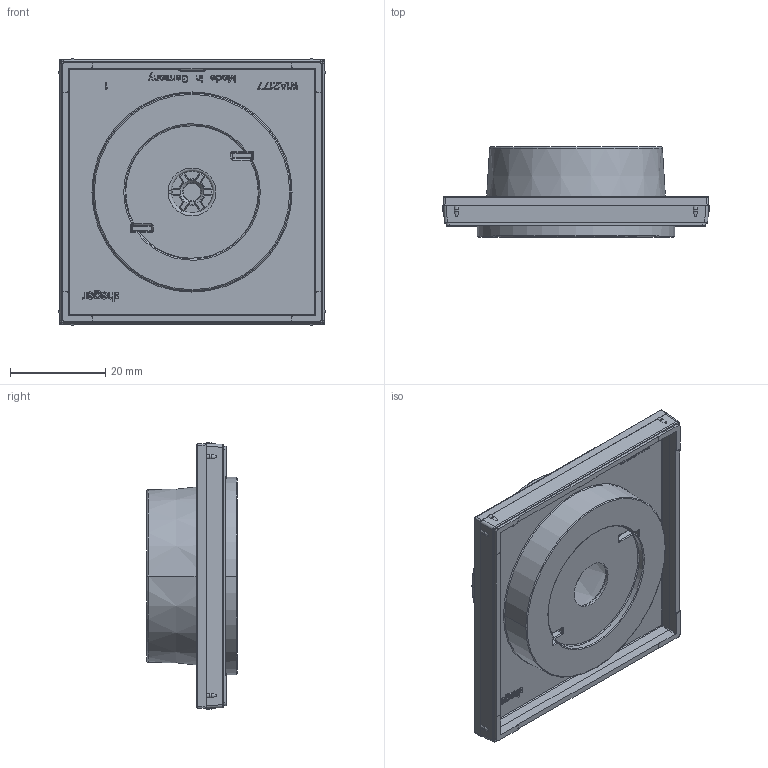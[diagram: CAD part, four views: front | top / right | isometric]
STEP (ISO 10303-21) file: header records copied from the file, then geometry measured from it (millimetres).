
FILE_DESCRIPTION((''),'2;1');
FILE_NAME('WAN7060WG_ASM','2025-04-11T11:40:07',('polia'),(''),'CREO PARAMETRIC BY PTC INC, 2023154','CREO PARAMETRIC BY PTC INC, 2023154','');
FILE_SCHEMA(('CONFIG_CONTROL_DESIGN','SHAPE_APPEARANCE_LAYERS_GROUPS'));
Products named in the file (5): W4G0015_18; W1A2447_80; W1A2177_80; 9003764000; WAN7060WG_ASM
Assembly tree (4 placements, depth 2):
  WAN7060WG_ASM
    W4G0015_18
    W1A2447_80
    W1A2177_80
    9003764000
Bounding box: 55.9 x 18.9 x 55.9 mm (x, y, z)
Volume: 12495.4 mm3; surface area: 15423.4 mm2
Topology: 3 solids, 3 shells, 1779 faces, 4815 edges, 3128 vertices
Faces by surface type: plane 1259, extrusion 174, cylinder 138, bspline 80, torus 52, cone 38, sphere 38
Entity records: 76273 total; most frequent: CARTESIAN_POINT 17976, ORIENTED_EDGE 9630, DIRECTION 7864, EDGE_CURVE 4815, PRESENTATION_STYLE_ASSIGNMENT 4803, STYLED_ITEM 4803, CURVE_STYLE 4801, VECTOR 3922
